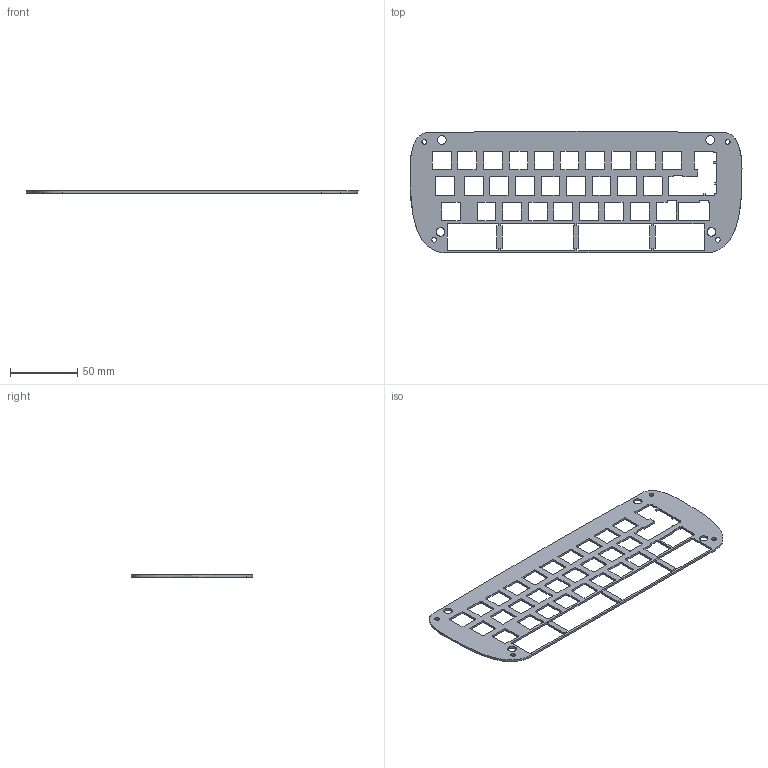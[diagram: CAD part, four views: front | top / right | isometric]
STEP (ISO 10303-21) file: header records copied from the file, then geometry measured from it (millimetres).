
FILE_DESCRIPTION(/* description */ (''),/* implementation_level */ '2;1');
FILE_NAME(/* name */ 'Plate lowbar for Metal.step',/* time_stamp */ '2024-05-03T10:31:15+02:00',/* author */ (''),/* organization */ (''),/* preprocessor_version */ 'ST-DEVELOPER v20',/* originating_system */ 'Autodesk Translation Framework v12.20.1.177',/* authorisation */ '');
FILE_SCHEMA (('AUTOMOTIVE_DESIGN { 1 0 10303 214 3 1 1 }'));
Length unit declared in the file: millimetre
Products named in the file (1): Plate lowbar
Bounding box: 247.45 x 90.68 x 1.5 mm (x, y, z)
Volume: 17012.1 mm3; surface area: 27140 mm2
Topology: 1 solids, 1 shells, 353 faces, 1053 edges, 702 vertices
Faces by surface type: plane 198, cylinder 147, bspline 8
Full cylindrical faces by diameter (mm): 3.5 x4, 6.4 x4
Entity records: 12325 total; most frequent: CARTESIAN_POINT 2381, ORIENTED_EDGE 2106, DIRECTION 2023, EDGE_CURVE 1053, LINE 743, VECTOR 743, VERTEX_POINT 702, AXIS2_PLACEMENT_3D 640
